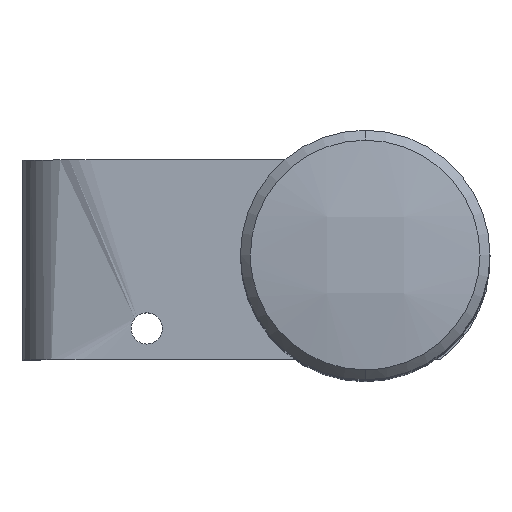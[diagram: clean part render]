
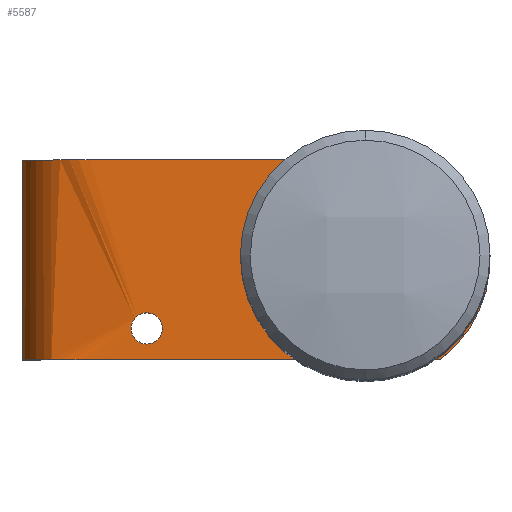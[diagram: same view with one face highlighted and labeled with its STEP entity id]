
A CAD part, top view. The second image highlights one B-rep face of the part: STEP entity #5587.
In plain terms, the highlighted free-form (B-spline) face has degree [1, 2] with [2, 9] control points.
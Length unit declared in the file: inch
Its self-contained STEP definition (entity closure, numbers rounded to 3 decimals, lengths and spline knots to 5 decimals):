
#191 = VERTEX_POINT ( 'NONE', #4977 ) ;
#217 = CARTESIAN_POINT ( 'NONE',  ( 0., 0.62992, 1.9685 ) ) ;
#269 = CARTESIAN_POINT ( 'NONE',  ( 2.6378, 0.62992, 1.9685 ) ) ;
#344 = CARTESIAN_POINT ( 'NONE',  ( 2.6378, 0.62992, 1.9685 ) ) ;
#370 = CARTESIAN_POINT ( 'NONE',  ( 2.95276, -0.62992, 1.9685 ) ) ;
#402 = CARTESIAN_POINT ( 'NONE',  ( 1.53543, -0.62992, 1.9685 ) ) ;
#523 = EDGE_CURVE ( 'NONE', #4910, #2814, #4206, .T. ) ;
#554 = ORIENTED_EDGE ( 'NONE', *, *, #6521, .T. ) ;
#651 = CARTESIAN_POINT ( 'NONE',  ( 0., 0.62992, 1.53543 ) ) ;
#691 = DIRECTION ( 'NONE',  ( 0., 0., -1. ) ) ;
#779 = DIRECTION ( 'NONE',  ( -1., 0., 0. ) ) ;
#845 = VERTEX_POINT ( 'NONE', #2850 ) ;
#1004 = DIRECTION ( 'NONE',  ( 0., 0., -1. ) ) ;
#1013 = CARTESIAN_POINT ( 'NONE',  ( 0., 0.62992, 1.53543 ) ) ;
#1041 = CARTESIAN_POINT ( 'NONE',  ( 0., 0.62992, 1.9685 ) ) ;
#1167 = ORIENTED_EDGE ( 'NONE', *, *, #523, .T. ) ;
#1183 = DIRECTION ( 'NONE',  ( 0., 0., -1. ) ) ;
#1218 =( BOUNDED_SURFACE ( )  B_SPLINE_SURFACE ( 1, 2, ( 
 ( #1013, #1041, #2152, #6502, #1627, #7735, #4033, #6528, #2798 ),
 ( #3445, #7144, #5362, #7759, #4063, #5961, #370, #6555, #6587 ) ),
 .UNSPECIFIED., .F., .F., .F. ) 
 B_SPLINE_SURFACE_WITH_KNOTS ( ( 2, 2 ),
 ( 3, 2, 2, 2, 3 ),
 ( 0., 32. ),
 ( -17.27876, 0., 56., 64., 64.81279 ),
 .UNSPECIFIED. ) 
 GEOMETRIC_REPRESENTATION_ITEM ( )  RATIONAL_B_SPLINE_SURFACE ( (
 ( 1., 0.707, 1., 1., 1., 1., 1., 1., 1.),
 ( 1., 0.707, 1., 1., 1., 1., 1., 1., 1.) ) ) 
 REPRESENTATION_ITEM ( '' )  SURFACE ( )  );
#1295 = ORIENTED_EDGE ( 'NONE', *, *, #2282, .F. ) ;
#1371 = VERTEX_POINT ( 'NONE', #7893 ) ;
#1408 = DIRECTION ( 'NONE',  ( 0., 0., -1. ) ) ;
#1576 = VECTOR ( 'NONE', #3706, 39.37008 ) ;
#1627 = CARTESIAN_POINT ( 'NONE',  ( 2.6378, 0.62992, 1.9685 ) ) ;
#1663 = ORIENTED_EDGE ( 'NONE', *, *, #2003, .F. ) ;
#1702 = CARTESIAN_POINT ( 'NONE',  ( 0., -0.62992, 1.53543 ) ) ;
#1983 = AXIS2_PLACEMENT_3D ( 'NONE', #4884, #1183, #6133 ) ;
#1995 = AXIS2_PLACEMENT_3D ( 'NONE', #6221, #6844, #5035 ) ;
#2003 = EDGE_CURVE ( 'NONE', #5628, #3325, #6059, .T. ) ;
#2068 = AXIS2_PLACEMENT_3D ( 'NONE', #2547, #1408, #3898 ) ;
#2152 = CARTESIAN_POINT ( 'NONE',  ( 0.43307, 0.62992, 1.9685 ) ) ;
#2282 = EDGE_CURVE ( 'NONE', #191, #5628, #4478, .T. ) ;
#2299 = CARTESIAN_POINT ( 'NONE',  ( 0., 0.62992, 1.53543 ) ) ;
#2376 =( BOUNDED_CURVE ( )  B_SPLINE_CURVE ( 2, ( #7164, #402, #6233, #4192, #1702 ),
 .UNSPECIFIED., .F., .F. ) 
 B_SPLINE_CURVE_WITH_KNOTS ( ( 3, 2, 3 ),
 ( 0., 0.05581, 0.07303 ),
 .UNSPECIFIED. ) 
 CURVE ( )  GEOMETRIC_REPRESENTATION_ITEM ( )  RATIONAL_B_SPLINE_CURVE ( ( 1., 1., 1., 0.707, 1. ) ) 
 REPRESENTATION_ITEM ( '' )  );
#2443 = FACE_BOUND ( 'NONE', #3752, .T. ) ;
#2547 = CARTESIAN_POINT ( 'NONE',  ( 0.7874, -0.43307, 1.9685 ) ) ;
#2678 = CARTESIAN_POINT ( 'NONE',  ( 0., 0.62992, 1.53543 ) ) ;
#2798 = CARTESIAN_POINT ( 'NONE',  ( 2.98476, 0.62992, 1.9685 ) ) ;
#2814 = VERTEX_POINT ( 'NONE', #7318 ) ;
#2850 = CARTESIAN_POINT ( 'NONE',  ( 0.68898, -0.43307, 1.9685 ) ) ;
#3325 = VERTEX_POINT ( 'NONE', #344 ) ;
#3344 = FACE_BOUND ( 'NONE', #6354, .T. ) ;
#3445 = CARTESIAN_POINT ( 'NONE',  ( 0., -0.62992, 1.53543 ) ) ;
#3544 = CIRCLE ( 'NONE', #5143, 0.7874 ) ;
#3576 = ORIENTED_EDGE ( 'NONE', *, *, #5593, .F. ) ;
#3706 = DIRECTION ( 'NONE',  ( 0., 1., 0. ) ) ;
#3752 = EDGE_LOOP ( 'NONE', ( #1167, #5346 ) ) ;
#3829 = CARTESIAN_POINT ( 'NONE',  ( 1.72244, 0., 1.9685 ) ) ;
#3898 = DIRECTION ( 'NONE',  ( -1., 0., 0. ) ) ;
#4033 = CARTESIAN_POINT ( 'NONE',  ( 2.95276, 0.62992, 1.9685 ) ) ;
#4063 = CARTESIAN_POINT ( 'NONE',  ( 2.6378, -0.62992, 1.9685 ) ) ;
#4192 = CARTESIAN_POINT ( 'NONE',  ( 0., -0.62992, 1.9685 ) ) ;
#4206 = CIRCLE ( 'NONE', #4347, 0.44291 ) ;
#4347 = AXIS2_PLACEMENT_3D ( 'NONE', #4701, #1004, #7802 ) ;
#4478 = LINE ( 'NONE', #651, #1576 ) ;
#4661 = ORIENTED_EDGE ( 'NONE', *, *, #5337, .F. ) ;
#4701 = CARTESIAN_POINT ( 'NONE',  ( 2.16535, 0., 1.9685 ) ) ;
#4708 = CIRCLE ( 'NONE', #1983, 0.09843 ) ;
#4730 = CIRCLE ( 'NONE', #1995, 0.44291 ) ;
#4884 = CARTESIAN_POINT ( 'NONE',  ( 0.7874, -0.43307, 1.9685 ) ) ;
#4910 = VERTEX_POINT ( 'NONE', #3829 ) ;
#4977 = CARTESIAN_POINT ( 'NONE',  ( 0., -0.62992, 1.53543 ) ) ;
#5006 = EDGE_CURVE ( 'NONE', #1371, #845, #6317, .T. ) ;
#5035 = DIRECTION ( 'NONE',  ( -1., 0., 0. ) ) ;
#5143 = AXIS2_PLACEMENT_3D ( 'NONE', #6148, #691, #779 ) ;
#5153 = CARTESIAN_POINT ( 'NONE',  ( 1.53543, 0.62992, 1.9685 ) ) ;
#5337 = EDGE_CURVE ( 'NONE', #3325, #7171, #3544, .T. ) ;
#5346 = ORIENTED_EDGE ( 'NONE', *, *, #7181, .T. ) ;
#5362 = CARTESIAN_POINT ( 'NONE',  ( 0.43307, -0.62992, 1.9685 ) ) ;
#5524 = CARTESIAN_POINT ( 'NONE',  ( 2.6378, -0.62992, 1.9685 ) ) ;
#5587 = ADVANCED_FACE ( 'NONE', ( #6632, #3344, #2443 ), #1218, .T. ) ;
#5593 = EDGE_CURVE ( 'NONE', #7171, #191, #2376, .T. ) ;
#5628 = VERTEX_POINT ( 'NONE', #2299 ) ;
#5813 = CARTESIAN_POINT ( 'NONE',  ( 0.43307, 0.62992, 1.9685 ) ) ;
#5961 = CARTESIAN_POINT ( 'NONE',  ( 2.79528, -0.62992, 1.9685 ) ) ;
#6059 =( BOUNDED_CURVE ( )  B_SPLINE_CURVE ( 2, ( #2678, #217, #5813, #5153, #269 ),
 .UNSPECIFIED., .F., .F. ) 
 B_SPLINE_CURVE_WITH_KNOTS ( ( 3, 2, 3 ),
 ( 0., 0.01734, 0.07353 ),
 .UNSPECIFIED. ) 
 CURVE ( )  GEOMETRIC_REPRESENTATION_ITEM ( )  RATIONAL_B_SPLINE_CURVE ( ( 1., 0.707, 1., 1., 1. ) ) 
 REPRESENTATION_ITEM ( '' )  );
#6126 = EDGE_LOOP ( 'NONE', ( #4661, #1663, #1295, #3576 ) ) ;
#6133 = DIRECTION ( 'NONE',  ( -1., 0., 0. ) ) ;
#6148 = CARTESIAN_POINT ( 'NONE',  ( 2.16535, 0., 1.9685 ) ) ;
#6221 = CARTESIAN_POINT ( 'NONE',  ( 2.16535, 0., 1.9685 ) ) ;
#6233 = CARTESIAN_POINT ( 'NONE',  ( 0.43307, -0.62992, 1.9685 ) ) ;
#6317 = CIRCLE ( 'NONE', #2068, 0.09843 ) ;
#6354 = EDGE_LOOP ( 'NONE', ( #554, #6675 ) ) ;
#6502 = CARTESIAN_POINT ( 'NONE',  ( 1.53543, 0.62992, 1.9685 ) ) ;
#6521 = EDGE_CURVE ( 'NONE', #845, #1371, #4708, .T. ) ;
#6528 = CARTESIAN_POINT ( 'NONE',  ( 2.96876, 0.62992, 1.9685 ) ) ;
#6555 = CARTESIAN_POINT ( 'NONE',  ( 2.96876, -0.62992, 1.9685 ) ) ;
#6587 = CARTESIAN_POINT ( 'NONE',  ( 2.98476, -0.62992, 1.9685 ) ) ;
#6632 = FACE_OUTER_BOUND ( 'NONE', #6126, .T. ) ;
#6675 = ORIENTED_EDGE ( 'NONE', *, *, #5006, .T. ) ;
#6844 = DIRECTION ( 'NONE',  ( 0., 0., -1. ) ) ;
#7144 = CARTESIAN_POINT ( 'NONE',  ( 0., -0.62992, 1.9685 ) ) ;
#7164 = CARTESIAN_POINT ( 'NONE',  ( 2.6378, -0.62992, 1.9685 ) ) ;
#7171 = VERTEX_POINT ( 'NONE', #5524 ) ;
#7181 = EDGE_CURVE ( 'NONE', #2814, #4910, #4730, .T. ) ;
#7318 = CARTESIAN_POINT ( 'NONE',  ( 2.60827, 0., 1.9685 ) ) ;
#7735 = CARTESIAN_POINT ( 'NONE',  ( 2.79528, 0.62992, 1.9685 ) ) ;
#7759 = CARTESIAN_POINT ( 'NONE',  ( 1.53543, -0.62992, 1.9685 ) ) ;
#7802 = DIRECTION ( 'NONE',  ( -1., 0., 0. ) ) ;
#7893 = CARTESIAN_POINT ( 'NONE',  ( 0.88583, -0.43307, 1.9685 ) ) ;
